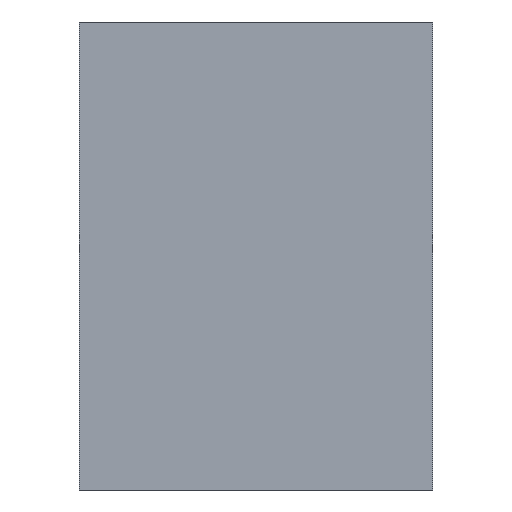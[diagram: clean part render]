
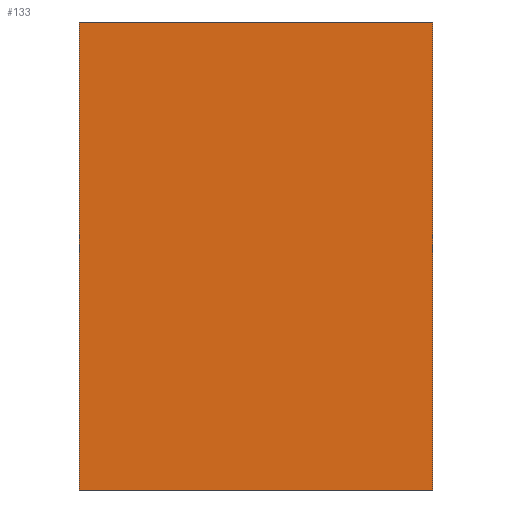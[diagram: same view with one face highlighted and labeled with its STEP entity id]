
A CAD part, left-side view. The second image highlights one B-rep face of the part: STEP entity #133.
In plain terms, the highlighted planar face has unit normal (-1, 0, 0).
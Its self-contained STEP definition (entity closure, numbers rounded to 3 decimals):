
#6 = EDGE_CURVE ( 'NONE', #272, #329, #127, .T. ) ;
#16 = DIRECTION ( 'NONE',  ( 0., 1., 0. ) ) ;
#24 = DIRECTION ( 'NONE',  ( 0., 0., -1. ) ) ;
#25 = DIRECTION ( 'NONE',  ( 0., -1., 0. ) ) ;
#27 = PLANE ( 'NONE',  #59 ) ;
#31 = DIRECTION ( 'NONE',  ( 0., 0., -1. ) ) ;
#45 = CARTESIAN_POINT ( 'NONE',  ( -7.5, 20., 3. ) ) ;
#57 = ORIENTED_EDGE ( 'NONE', *, *, #6, .F. ) ;
#59 = AXIS2_PLACEMENT_3D ( 'NONE', #45, #184, #157 ) ;
#79 = ORIENTED_EDGE ( 'NONE', *, *, #246, .F. ) ;
#90 = CARTESIAN_POINT ( 'NONE',  ( -7.5, 20., 3. ) ) ;
#119 = VECTOR ( 'NONE', #31, 1000. ) ;
#125 = LINE ( 'NONE', #356, #155 ) ;
#127 = LINE ( 'NONE', #431, #139 ) ;
#133 = ADVANCED_FACE ( 'NONE', ( #335 ), #27, .F. ) ;
#139 = VECTOR ( 'NONE', #24, 1000. ) ;
#140 = CARTESIAN_POINT ( 'NONE',  ( -7.5, 20., 3. ) ) ;
#153 = VERTEX_POINT ( 'NONE', #90 ) ;
#155 = VECTOR ( 'NONE', #25, 1000. ) ;
#157 = DIRECTION ( 'NONE',  ( 0., 1., 0. ) ) ;
#174 = LINE ( 'NONE', #140, #119 ) ;
#184 = DIRECTION ( 'NONE',  ( 1., 0., 0. ) ) ;
#214 = EDGE_LOOP ( 'NONE', ( #248, #79, #57, #315 ) ) ;
#226 = CARTESIAN_POINT ( 'NONE',  ( -7.5, -20., -50. ) ) ;
#245 = VERTEX_POINT ( 'NONE', #403 ) ;
#246 = EDGE_CURVE ( 'NONE', #329, #245, #299, .T. ) ;
#248 = ORIENTED_EDGE ( 'NONE', *, *, #441, .T. ) ;
#272 = VERTEX_POINT ( 'NONE', #333 ) ;
#281 = EDGE_CURVE ( 'NONE', #153, #272, #125, .T. ) ;
#299 = LINE ( 'NONE', #324, #331 ) ;
#315 = ORIENTED_EDGE ( 'NONE', *, *, #281, .F. ) ;
#324 = CARTESIAN_POINT ( 'NONE',  ( -7.5, -20., -50. ) ) ;
#329 = VERTEX_POINT ( 'NONE', #226 ) ;
#331 = VECTOR ( 'NONE', #16, 1000. ) ;
#333 = CARTESIAN_POINT ( 'NONE',  ( -7.5, -20., 3. ) ) ;
#335 = FACE_OUTER_BOUND ( 'NONE', #214, .T. ) ;
#356 = CARTESIAN_POINT ( 'NONE',  ( -7.5, 20., 3. ) ) ;
#403 = CARTESIAN_POINT ( 'NONE',  ( -7.5, 20., -50. ) ) ;
#431 = CARTESIAN_POINT ( 'NONE',  ( -7.5, -20., 3. ) ) ;
#441 = EDGE_CURVE ( 'NONE', #153, #245, #174, .T. ) ;
